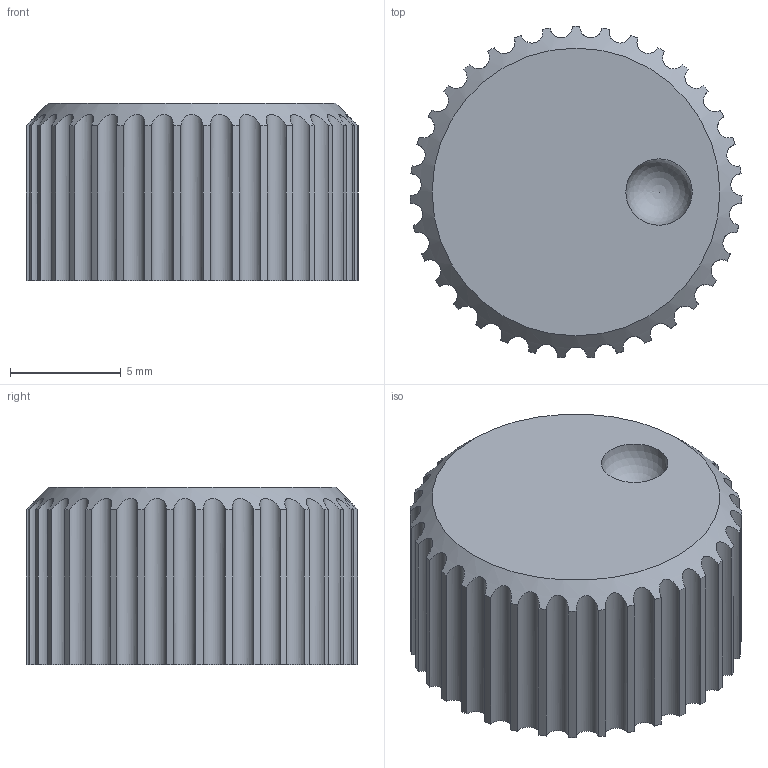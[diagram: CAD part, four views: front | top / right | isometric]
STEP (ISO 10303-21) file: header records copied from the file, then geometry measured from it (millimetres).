
FILE_DESCRIPTION(/* description */ ('KiCad electronic assembly'),/* implementation_level */ '2;1');
FILE_NAME(/* name */ 'Hackpad Dial.step',/* time_stamp */ '2025-12-07T13:57:25-05:00',/* author */ (''),/* organization */ (''),/* preprocessor_version */ 'ST-DEVELOPER v20.1',/* originating_system */ 'Autodesk Translation Framework v14.21.0.0',/* authorisation */ '');
FILE_SCHEMA (('AUTOMOTIVE_DESIGN { 1 0 10303 214 3 1 1 }'));
Length unit declared in the file: millimetre
Products named in the file (1): Hackpad V1 1
Bounding box: 15 x 14.98 x 8 mm (x, y, z)
Volume: 1149 mm3; surface area: 934.5 mm2
Topology: 1 solids, 1 shells, 76 faces, 219 edges, 146 vertices
Faces by surface type: cylinder 71, plane 3, sphere 1, cone 1
Full cylindrical faces by diameter (mm): 5 x1
Entity records: 3271 total; most frequent: CARTESIAN_POINT 1214, DIRECTION 446, ORIENTED_EDGE 436, EDGE_CURVE 218, AXIS2_PLACEMENT_3D 187, VERTEX_POINT 146, CIRCLE 110, EDGE_LOOP 78
